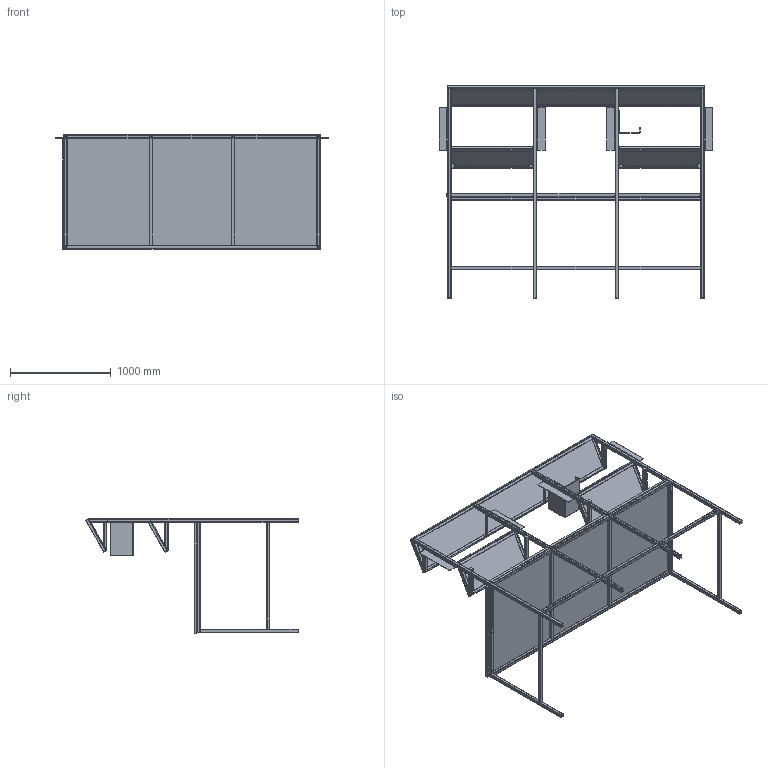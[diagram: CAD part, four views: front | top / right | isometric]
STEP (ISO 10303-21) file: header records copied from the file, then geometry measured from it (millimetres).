
FILE_DESCRIPTION(('FreeCAD Model'),'2;1');
FILE_NAME('Open CASCADE Shape Model','2025-04-30T08:35:18',('FreeCAD'),( 'FreeCAD'),'Open CASCADE STEP processor 7.6','FreeCAD','Unknown');
FILE_SCHEMA(('AUTOMOTIVE_DESIGN { 1 0 10303 214 1 1 1 1 }'));
Length unit declared in the file: millimetre
Products named in the file (1): Open CASCADE STEP translator 7.6 1
Bounding box: 2709.64 x 2109.36 x 1136.07 mm (x, y, z)
Volume: 95846225.3 mm3; surface area: 17354267.2 mm2
Topology: 60 solids, 60 shells, 1025 faces, 2520 edges, 1613 vertices
Faces by surface type: bspline 1025
Entity records: 28810 total; most frequent: CARTESIAN_POINT 14038, ORIENTED_EDGE 5036, EDGE_CURVE 2518, B_SPLINE_CURVE_WITH_KNOTS 1678, VERTEX_POINT 1613, FACE_BOUND 1113, EDGE_LOOP 1113, ADVANCED_FACE 1025
